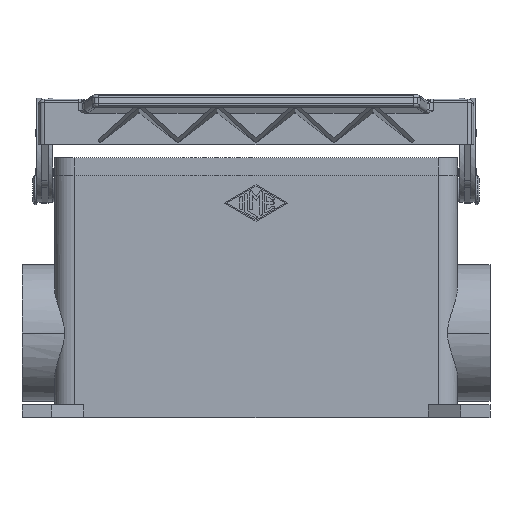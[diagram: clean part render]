
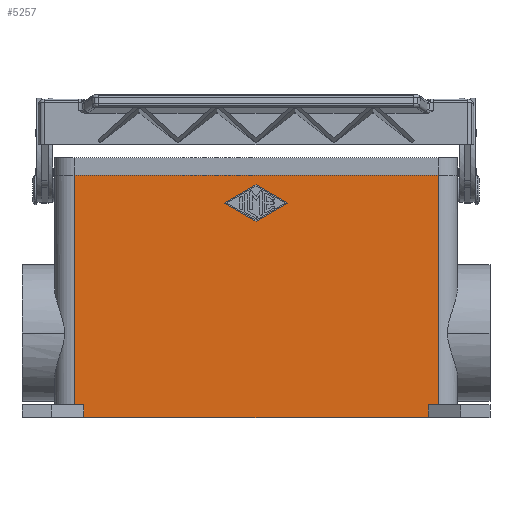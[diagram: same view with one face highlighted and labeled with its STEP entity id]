
A CAD part, front view. The second image highlights one B-rep face of the part: STEP entity #5257.
In plain terms, the highlighted planar face has unit normal (0, -1, 0).
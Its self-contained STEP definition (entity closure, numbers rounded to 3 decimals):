
#4415=CARTESIAN_POINT('',(-9.75,-21.75,15.));
#4416=VERTEX_POINT('',#4415);
#4423=CARTESIAN_POINT('',(0.,-21.75,9.375));
#4424=VERTEX_POINT('',#4423);
#4425=CARTESIAN_POINT('',(0.,-21.75,9.375));
#4426=DIRECTION('',(-0.866,0.0,0.5));
#4427=VECTOR('',#4426,11.256);
#4428=LINE('',#4425,#4427);
#4429=EDGE_CURVE('',#4424,#4416,#4428,.T.);
#4454=CARTESIAN_POINT('',(9.75,-21.75,15.));
#4455=VERTEX_POINT('',#4454);
#4456=CARTESIAN_POINT('',(9.75,-21.75,15.));
#4457=DIRECTION('',(-0.866,0.0,-0.5));
#4458=VECTOR('',#4457,11.256);
#4459=LINE('',#4456,#4458);
#4460=EDGE_CURVE('',#4455,#4424,#4459,.T.);
#4485=CARTESIAN_POINT('',(0.,-21.75,20.625));
#4486=VERTEX_POINT('',#4485);
#4487=CARTESIAN_POINT('',(0.,-21.75,20.625));
#4488=DIRECTION('',(0.866,0.0,-0.5));
#4489=VECTOR('',#4488,11.256);
#4490=LINE('',#4487,#4489);
#4491=EDGE_CURVE('',#4486,#4455,#4490,.T.);
#4514=CARTESIAN_POINT('',(-9.75,-21.75,15.));
#4515=DIRECTION('',(0.866,0.0,0.5));
#4516=VECTOR('',#4515,11.256);
#4517=LINE('',#4514,#4516);
#4518=EDGE_CURVE('',#4416,#4486,#4517,.T.);
#5180=CARTESIAN_POINT('',(53.0,-21.75,-51.0));
#5181=DIRECTION('',(0.0,-1.0,0.0));
#5182=DIRECTION('',(0.0,0.0,-1.0));
#5183=AXIS2_PLACEMENT_3D('',#5180,#5181,#5182);
#5184=PLANE('',#5183);
#5185=CARTESIAN_POINT('',(-53.0,-21.75,-51.0));
#5186=VERTEX_POINT('',#5185);
#5187=CARTESIAN_POINT('',(-53.0,-21.75,-47.));
#5188=VERTEX_POINT('',#5187);
#5189=CARTESIAN_POINT('',(-53.0,-21.75,-51.0));
#5190=DIRECTION('',(0.0,0.0,1.0));
#5191=VECTOR('',#5190,4.);
#5192=LINE('',#5189,#5191);
#5193=EDGE_CURVE('',#5186,#5188,#5192,.T.);
#5194=ORIENTED_EDGE('',*,*,#5193,.F.);
#5195=CARTESIAN_POINT('',(53.0,-21.75,-51.0));
#5196=VERTEX_POINT('',#5195);
#5197=CARTESIAN_POINT('',(53.0,-21.75,-51.0));
#5198=DIRECTION('',(-1.0,0.0,0.0));
#5199=VECTOR('',#5198,106.0);
#5200=LINE('',#5197,#5199);
#5201=EDGE_CURVE('',#5196,#5186,#5200,.T.);
#5202=ORIENTED_EDGE('',*,*,#5201,.F.);
#5203=CARTESIAN_POINT('',(53.0,-21.75,-47.));
#5204=VERTEX_POINT('',#5203);
#5205=CARTESIAN_POINT('',(53.0,-21.75,-51.0));
#5206=DIRECTION('',(0.0,0.0,1.0));
#5207=VECTOR('',#5206,4.);
#5208=LINE('',#5205,#5207);
#5209=EDGE_CURVE('',#5196,#5204,#5208,.T.);
#5210=ORIENTED_EDGE('',*,*,#5209,.T.);
#5211=CARTESIAN_POINT('',(56.0,-21.75,-47.));
#5212=VERTEX_POINT('',#5211);
#5213=CARTESIAN_POINT('',(56.0,-21.75,-47.));
#5214=DIRECTION('',(-1.0,0.0,0.0));
#5215=VECTOR('',#5214,3.0);
#5216=LINE('',#5213,#5215);
#5217=EDGE_CURVE('',#5212,#5204,#5216,.T.);
#5218=ORIENTED_EDGE('',*,*,#5217,.F.);
#5219=CARTESIAN_POINT('',(56.0,-21.75,23.5));
#5220=VERTEX_POINT('',#5219);
#5221=CARTESIAN_POINT('',(56.0,-21.75,-47.));
#5222=DIRECTION('',(0.0,0.0,1.0));
#5223=VECTOR('',#5222,70.5);
#5224=LINE('',#5221,#5223);
#5225=EDGE_CURVE('',#5212,#5220,#5224,.T.);
#5226=ORIENTED_EDGE('',*,*,#5225,.T.);
#5227=CARTESIAN_POINT('',(-56.0,-21.75,23.5));
#5228=VERTEX_POINT('',#5227);
#5229=CARTESIAN_POINT('',(56.0,-21.75,23.5));
#5230=DIRECTION('',(-1.0,0.0,0.0));
#5231=VECTOR('',#5230,112.0);
#5232=LINE('',#5229,#5231);
#5233=EDGE_CURVE('',#5220,#5228,#5232,.T.);
#5234=ORIENTED_EDGE('',*,*,#5233,.T.);
#5235=CARTESIAN_POINT('',(-56.0,-21.75,-47.));
#5236=VERTEX_POINT('',#5235);
#5237=CARTESIAN_POINT('',(-56.0,-21.75,-47.));
#5238=DIRECTION('',(0.0,0.0,1.0));
#5239=VECTOR('',#5238,70.5);
#5240=LINE('',#5237,#5239);
#5241=EDGE_CURVE('',#5236,#5228,#5240,.T.);
#5242=ORIENTED_EDGE('',*,*,#5241,.F.);
#5243=CARTESIAN_POINT('',(-53.0,-21.75,-47.));
#5244=DIRECTION('',(-1.0,0.0,0.0));
#5245=VECTOR('',#5244,3.0);
#5246=LINE('',#5243,#5245);
#5247=EDGE_CURVE('',#5188,#5236,#5246,.T.);
#5248=ORIENTED_EDGE('',*,*,#5247,.F.);
#5249=EDGE_LOOP('',(#5194,#5202,#5210,#5218,#5226,#5234,#5242,#5248));
#5250=FACE_OUTER_BOUND('',#5249,.T.);
#5251=ORIENTED_EDGE('',*,*,#4429,.T.);
#5252=ORIENTED_EDGE('',*,*,#4518,.T.);
#5253=ORIENTED_EDGE('',*,*,#4491,.T.);
#5254=ORIENTED_EDGE('',*,*,#4460,.T.);
#5255=EDGE_LOOP('',(#5251,#5252,#5253,#5254));
#5256=FACE_BOUND('',#5255,.T.);
#5257=ADVANCED_FACE('',(#5250,#5256),#5184,.T.);
